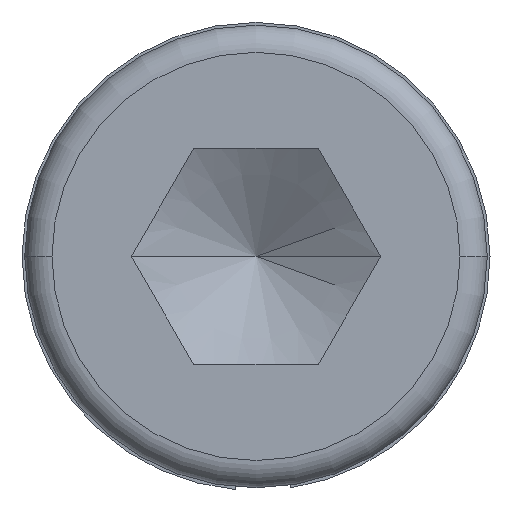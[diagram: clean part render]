
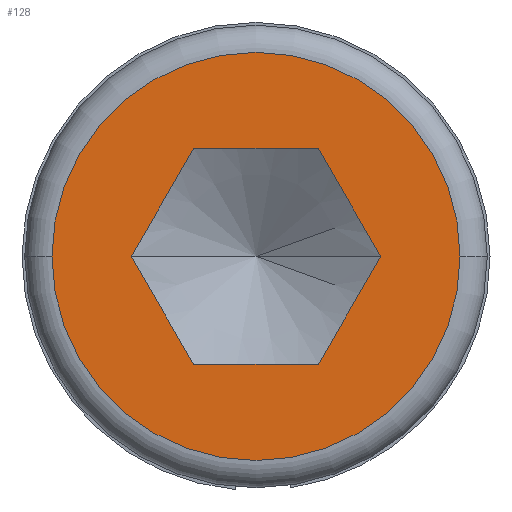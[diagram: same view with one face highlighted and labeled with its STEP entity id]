
A CAD part, left-side view. The second image highlights one B-rep face of the part: STEP entity #128.
In plain terms, the highlighted planar face has unit normal (-1, 0, 0).
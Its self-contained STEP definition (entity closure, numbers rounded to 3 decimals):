
#5 = PLANE ( 'NONE',  #459 ) ;
#68 = DIRECTION ( 'NONE',  ( 0., -1., 0. ) ) ;
#78 = EDGE_LOOP ( 'NONE', ( #200, #987, #854, #197, #692, #867 ) ) ;
#84 = LINE ( 'NONE', #284, #501 ) ;
#128 = ADVANCED_FACE ( 'NONE', ( #984, #304 ), #5, .F. ) ;
#134 = LINE ( 'NONE', #385, #949 ) ;
#149 = DIRECTION ( 'NONE',  ( 0., 0.5, -0.866 ) ) ;
#158 = VECTOR ( 'NONE', #149, 1000. ) ;
#163 = DIRECTION ( 'NONE',  ( 0., -0.5, 0.866 ) ) ;
#166 = DIRECTION ( 'NONE',  ( 1., 0., 0. ) ) ;
#197 = ORIENTED_EDGE ( 'NONE', *, *, #715, .F. ) ;
#200 = ORIENTED_EDGE ( 'NONE', *, *, #671, .F. ) ;
#204 = CIRCLE ( 'NONE', #356, 3.75 ) ;
#213 = VERTEX_POINT ( 'NONE', #957 ) ;
#216 = ORIENTED_EDGE ( 'NONE', *, *, #758, .T. ) ;
#217 = DIRECTION ( 'NONE',  ( 0., 0.5, 0.866 ) ) ;
#223 = CARTESIAN_POINT ( 'NONE',  ( -5., 1.146, -1.984 ) ) ;
#228 = CARTESIAN_POINT ( 'NONE',  ( -5., -1.146, 1.984 ) ) ;
#234 = VERTEX_POINT ( 'NONE', #773 ) ;
#237 = VECTOR ( 'NONE', #163, 1000. ) ;
#266 = CARTESIAN_POINT ( 'NONE',  ( -5., -1.146, 1.984 ) ) ;
#284 = CARTESIAN_POINT ( 'NONE',  ( -5., -2.292, 0. ) ) ;
#295 = DIRECTION ( 'NONE',  ( 0., -0.5, -0.866 ) ) ;
#299 = VECTOR ( 'NONE', #482, 1000. ) ;
#301 = CARTESIAN_POINT ( 'NONE',  ( -5., -1.146, -1.984 ) ) ;
#304 = FACE_OUTER_BOUND ( 'NONE', #649, .T. ) ;
#340 = LINE ( 'NONE', #878, #158 ) ;
#356 = AXIS2_PLACEMENT_3D ( 'NONE', #898, #417, #962 ) ;
#376 = DIRECTION ( 'NONE',  ( -1., 0., 0. ) ) ;
#385 = CARTESIAN_POINT ( 'NONE',  ( -5., 2.292, 0. ) ) ;
#392 = AXIS2_PLACEMENT_3D ( 'NONE', #868, #376, #940 ) ;
#417 = DIRECTION ( 'NONE',  ( -1., 0., 0. ) ) ;
#449 = VERTEX_POINT ( 'NONE', #788 ) ;
#459 = AXIS2_PLACEMENT_3D ( 'NONE', #670, #166, #769 ) ;
#464 = VECTOR ( 'NONE', #68, 1000. ) ;
#466 = LINE ( 'NONE', #301, #237 ) ;
#482 = DIRECTION ( 'NONE',  ( 0., 1., 0. ) ) ;
#484 = ORIENTED_EDGE ( 'NONE', *, *, #669, .T. ) ;
#501 = VECTOR ( 'NONE', #217, 1000. ) ;
#647 = VERTEX_POINT ( 'NONE', #266 ) ;
#649 = EDGE_LOOP ( 'NONE', ( #216, #484 ) ) ;
#669 = EDGE_CURVE ( 'NONE', #1010, #998, #772, .T. ) ;
#670 = CARTESIAN_POINT ( 'NONE',  ( -5., 2.292, 0. ) ) ;
#671 = EDGE_CURVE ( 'NONE', #873, #647, #84, .T. ) ;
#692 = ORIENTED_EDGE ( 'NONE', *, *, #719, .F. ) ;
#693 = CARTESIAN_POINT ( 'NONE',  ( -5., -3.75, 0. ) ) ;
#705 = EDGE_CURVE ( 'NONE', #213, #795, #737, .T. ) ;
#715 = EDGE_CURVE ( 'NONE', #234, #213, #134, .T. ) ;
#719 = EDGE_CURVE ( 'NONE', #449, #234, #340, .T. ) ;
#720 = EDGE_CURVE ( 'NONE', #647, #449, #981, .T. ) ;
#736 = EDGE_CURVE ( 'NONE', #795, #873, #466, .T. ) ;
#737 = LINE ( 'NONE', #223, #464 ) ;
#758 = EDGE_CURVE ( 'NONE', #998, #1010, #204, .T. ) ;
#769 = DIRECTION ( 'NONE',  ( 0., -1., 0. ) ) ;
#772 = CIRCLE ( 'NONE', #392, 3.75 ) ;
#773 = CARTESIAN_POINT ( 'NONE',  ( -5., 2.292, 0. ) ) ;
#786 = CARTESIAN_POINT ( 'NONE',  ( -5., 3.75, 0. ) ) ;
#788 = CARTESIAN_POINT ( 'NONE',  ( -5., 1.146, 1.984 ) ) ;
#795 = VERTEX_POINT ( 'NONE', #905 ) ;
#854 = ORIENTED_EDGE ( 'NONE', *, *, #705, .F. ) ;
#867 = ORIENTED_EDGE ( 'NONE', *, *, #720, .F. ) ;
#868 = CARTESIAN_POINT ( 'NONE',  ( -5., 0., 0. ) ) ;
#873 = VERTEX_POINT ( 'NONE', #958 ) ;
#878 = CARTESIAN_POINT ( 'NONE',  ( -5., 1.146, 1.984 ) ) ;
#898 = CARTESIAN_POINT ( 'NONE',  ( -5., 0., 0. ) ) ;
#905 = CARTESIAN_POINT ( 'NONE',  ( -5., -1.146, -1.984 ) ) ;
#940 = DIRECTION ( 'NONE',  ( 0., -1., 0. ) ) ;
#949 = VECTOR ( 'NONE', #295, 1000. ) ;
#957 = CARTESIAN_POINT ( 'NONE',  ( -5., 1.146, -1.984 ) ) ;
#958 = CARTESIAN_POINT ( 'NONE',  ( -5., -2.292, 0. ) ) ;
#962 = DIRECTION ( 'NONE',  ( 0., -1., 0. ) ) ;
#981 = LINE ( 'NONE', #228, #299 ) ;
#984 = FACE_BOUND ( 'NONE', #78, .T. ) ;
#987 = ORIENTED_EDGE ( 'NONE', *, *, #736, .F. ) ;
#998 = VERTEX_POINT ( 'NONE', #693 ) ;
#1010 = VERTEX_POINT ( 'NONE', #786 ) ;
